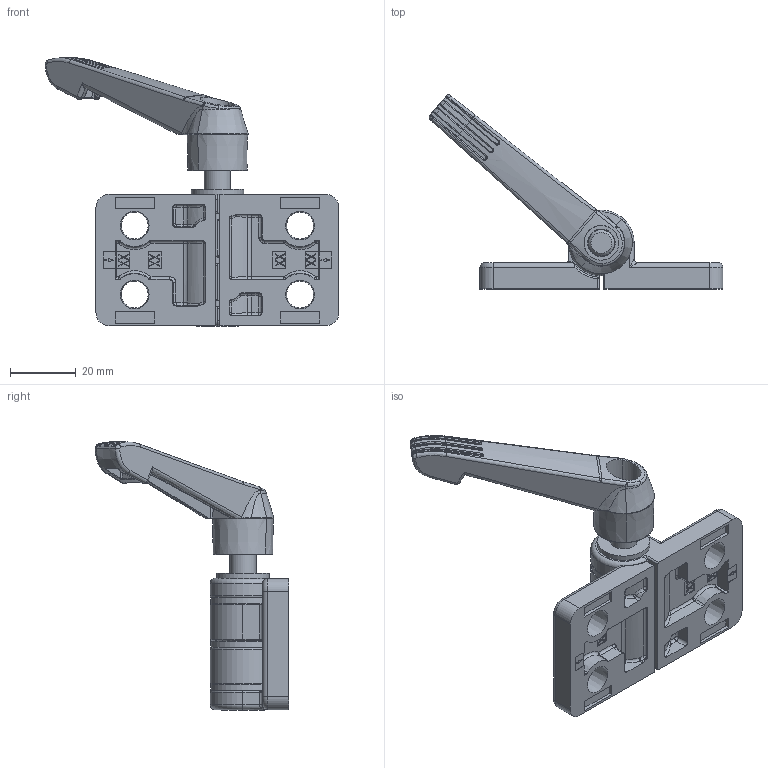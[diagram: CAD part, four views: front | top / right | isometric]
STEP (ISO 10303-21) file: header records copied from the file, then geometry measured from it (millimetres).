
FILE_DESCRIPTION (( 'STEP AP214' ), '1' );
FILE_NAME ('095zf4545f00s.STEP', '2014-11-27T12:50:13', ( 'Admin' ), ( 'Hewlett-Packard Company' ), 'SwSTEP 2.0', 'SolidWorks 2014', '' );
FILE_SCHEMA (( 'AUTOMOTIVE_DESIGN' ));
Length unit declared in the file: millimetre
Products named in the file (7): 4din125am8m_Washer DIN 125 - A 8.4; griff-1-m8_Standard_Standard; 4din931m08045ms01_M8x45; 095z-02_095Z.02; 095z40_095 z 45 f00 r; 095z40_095 zf 45 f00 r; 095zf4545f00s
Assembly tree (8 placements, depth 2):
  095zf4545f00s
    095z40_095 zf 45 f00 r
    095z40_095 z 45 f00 r
    095z-02_095Z.02  x3
    4din931m08045ms01_M8x45
    griff-1-m8_Standard_Standard
    4din125am8m_Washer DIN 125 - A 8.4
Bounding box: 89.46 x 59.04 x 81.88 mm (x, y, z)
Volume: 35144.5 mm3; surface area: 23011.9 mm2
Topology: 8 solids, 8 shells, 687 faces, 1707 edges, 1044 vertices
Faces by surface type: plane 272, bspline 206, cylinder 126, torus 44, cone 39
Full cylindrical faces by diameter (mm): 7.9 x3, 8 x1, 8.4 x1, 16 x1, 19.7 x3
Entity records: 50856 total; most frequent: CARTESIAN_POINT 34209, ORIENTED_EDGE 3310, DIRECTION 2341, EDGE_CURVE 1655, VERTEX_POINT 1030, AXIS2_PLACEMENT_3D 789, VECTOR 763, LINE 763
